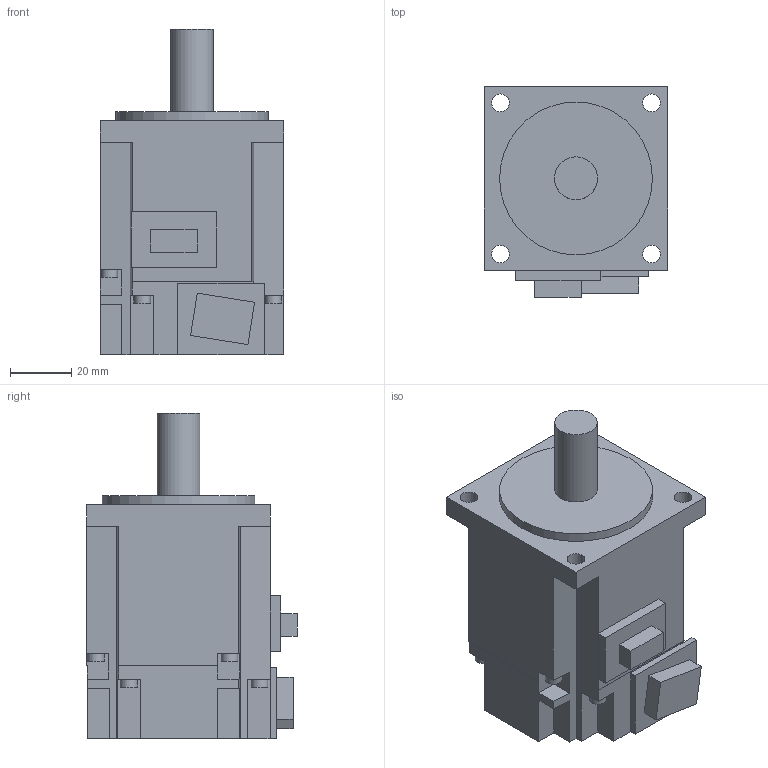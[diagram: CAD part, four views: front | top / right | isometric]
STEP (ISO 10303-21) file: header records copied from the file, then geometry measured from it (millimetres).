
FILE_DESCRIPTION(/* description */ (''),/* implementation_level */ '2;1');
FILE_NAME(/* name */ '',/* time_stamp */ '2023-12-28T10:47:24+07:00',/* author */ ('daveb'),/* organization */ (''),/* preprocessor_version */ 'ST-DEVELOPER v19.2',/* originating_system */ 'Autodesk Inventor 2024',/* authorisation */ '');
FILE_SCHEMA (('AUTOMOTIVE_DESIGN { 1 0 10303 214 3 1 1 }'));
Length unit declared in the file: millimetre
Products named in the file (1): [K3]Động_cơ
Bounding box: 60 x 68.8 x 106.6 mm (x, y, z)
Volume: 253947 mm3; surface area: 29174.3 mm2
Topology: 1 solids, 1 shells, 104 faces, 269 edges, 178 vertices
Faces by surface type: plane 91, cylinder 13
Full cylindrical faces by diameter (mm): 5.5 x7, 5.8 x4, 14 x1, 50 x1
Entity records: 3186 total; most frequent: CARTESIAN_POINT 552, ORIENTED_EDGE 538, DIRECTION 505, EDGE_CURVE 269, LINE 243, VECTOR 243, VERTEX_POINT 178, AXIS2_PLACEMENT_3D 131
